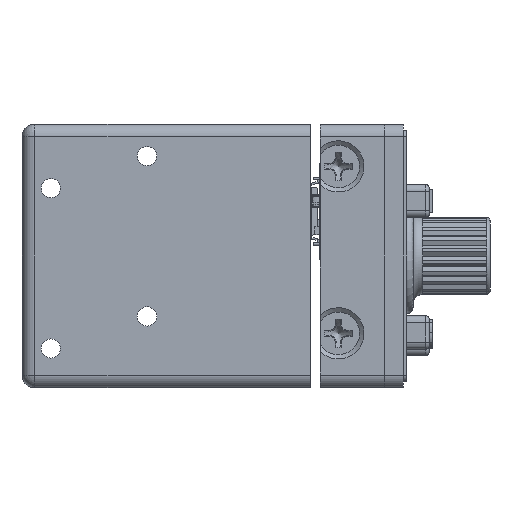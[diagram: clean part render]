
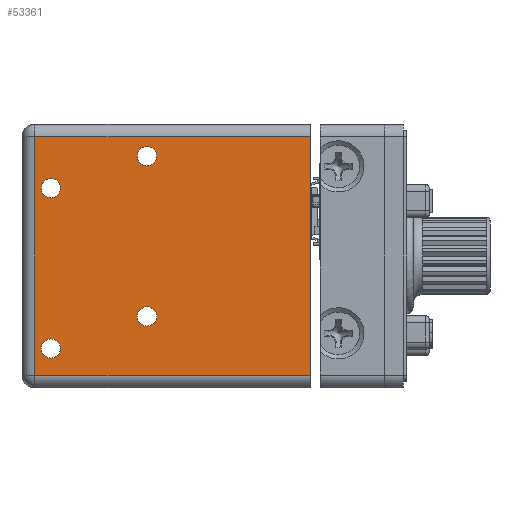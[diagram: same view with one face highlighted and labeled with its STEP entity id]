
A CAD part, left-side view. The second image highlights one B-rep face of the part: STEP entity #53361.
In plain terms, the highlighted planar face has unit normal (-1, 0, 0).
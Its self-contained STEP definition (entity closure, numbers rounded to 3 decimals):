
#3618=FACE_BOUND('',#10771,.T.);
#3619=FACE_BOUND('',#10772,.T.);
#3620=FACE_BOUND('',#10773,.T.);
#3621=FACE_BOUND('',#10774,.T.);
#4913=PLANE('',#56797);
#7469=FACE_OUTER_BOUND('',#10770,.T.);
#10770=EDGE_LOOP('',(#46910,#46911,#46912,#46913));
#10771=EDGE_LOOP('',(#46914));
#10772=EDGE_LOOP('',(#46915));
#10773=EDGE_LOOP('',(#46916));
#10774=EDGE_LOOP('',(#46917));
#15445=LINE('',#101880,#20499);
#15459=LINE('',#101924,#20513);
#15460=LINE('',#101932,#20514);
#15463=LINE('',#101939,#20517);
#20499=VECTOR('',#66096,10.);
#20513=VECTOR('',#66140,10.);
#20514=VECTOR('',#66151,10.);
#20517=VECTOR('',#66160,10.);
#22432=CIRCLE('',#56798,1.5);
#22433=CIRCLE('',#56799,1.5);
#22434=CIRCLE('',#56800,1.5);
#22435=CIRCLE('',#56801,1.5);
#26636=VERTEX_POINT('',#101877);
#26637=VERTEX_POINT('',#101879);
#26652=VERTEX_POINT('',#101920);
#26653=VERTEX_POINT('',#101926);
#26657=VERTEX_POINT('',#101945);
#26658=VERTEX_POINT('',#101947);
#26659=VERTEX_POINT('',#101949);
#26660=VERTEX_POINT('',#101951);
#33598=EDGE_CURVE('',#26637,#26636,#15445,.T.);
#33621=EDGE_CURVE('',#26637,#26652,#15459,.T.);
#33625=EDGE_CURVE('',#26653,#26636,#15460,.T.);
#33629=EDGE_CURVE('',#26652,#26653,#15463,.T.);
#33632=EDGE_CURVE('',#26657,#26657,#22432,.T.);
#33633=EDGE_CURVE('',#26658,#26658,#22433,.T.);
#33634=EDGE_CURVE('',#26659,#26659,#22434,.T.);
#33635=EDGE_CURVE('',#26660,#26660,#22435,.T.);
#46910=ORIENTED_EDGE('',*,*,#33625,.F.);
#46911=ORIENTED_EDGE('',*,*,#33629,.F.);
#46912=ORIENTED_EDGE('',*,*,#33621,.F.);
#46913=ORIENTED_EDGE('',*,*,#33598,.T.);
#46914=ORIENTED_EDGE('',*,*,#33632,.T.);
#46915=ORIENTED_EDGE('',*,*,#33633,.T.);
#46916=ORIENTED_EDGE('',*,*,#33634,.T.);
#46917=ORIENTED_EDGE('',*,*,#33635,.T.);
#53361=ADVANCED_FACE('',(#7469,#3618,#3619,#3620,#3621),#4913,.T.);
#56797=AXIS2_PLACEMENT_3D('',#101944,#66166,#66167);
#56798=AXIS2_PLACEMENT_3D('',#101946,#66168,#66169);
#56799=AXIS2_PLACEMENT_3D('',#101948,#66170,#66171);
#56800=AXIS2_PLACEMENT_3D('',#101950,#66172,#66173);
#56801=AXIS2_PLACEMENT_3D('',#101952,#66174,#66175);
#66096=DIRECTION('',(0.,0.,1.));
#66140=DIRECTION('',(0.,1.,0.));
#66151=DIRECTION('',(0.,-1.,0.));
#66160=DIRECTION('',(0.,0.,1.));
#66166=DIRECTION('center_axis',(-1.,0.,0.));
#66167=DIRECTION('ref_axis',(0.,0.,1.));
#66168=DIRECTION('center_axis',(1.,0.,0.));
#66169=DIRECTION('ref_axis',(0.,1.,0.));
#66170=DIRECTION('center_axis',(1.,0.,0.));
#66171=DIRECTION('ref_axis',(0.,1.,0.));
#66172=DIRECTION('center_axis',(1.,0.,0.));
#66173=DIRECTION('ref_axis',(0.,1.,0.));
#66174=DIRECTION('center_axis',(1.,0.,0.));
#66175=DIRECTION('ref_axis',(0.,1.,0.));
#101877=CARTESIAN_POINT('',(-79.375,11.5,18.574));
#101879=CARTESIAN_POINT('',(-79.375,11.5,-18.574));
#101880=CARTESIAN_POINT('',(-79.375,11.5,-20.574));
#101920=CARTESIAN_POINT('',(-79.375,54.5,-18.574));
#101924=CARTESIAN_POINT('',(-79.375,11.5,-18.574));
#101926=CARTESIAN_POINT('',(-79.375,54.5,18.574));
#101932=CARTESIAN_POINT('',(-79.375,11.5,18.574));
#101939=CARTESIAN_POINT('',(-79.375,54.5,-10.287));
#101944=CARTESIAN_POINT('Origin',(-79.375,11.5,-20.574));
#101945=CARTESIAN_POINT('',(-79.375,50.5,10.574));
#101946=CARTESIAN_POINT('Origin',(-79.375,52.,10.574));
#101947=CARTESIAN_POINT('',(-79.375,35.5,15.574));
#101948=CARTESIAN_POINT('Origin',(-79.375,37.,15.574));
#101949=CARTESIAN_POINT('',(-79.375,50.5,-14.426));
#101950=CARTESIAN_POINT('Origin',(-79.375,52.,-14.426));
#101951=CARTESIAN_POINT('',(-79.375,35.5,-9.426));
#101952=CARTESIAN_POINT('Origin',(-79.375,37.,-9.426));
